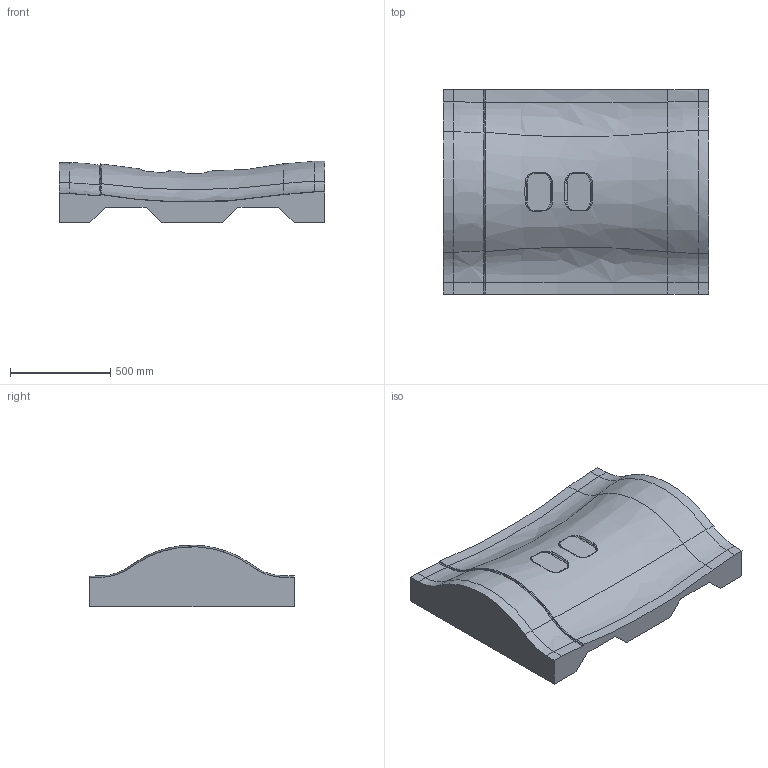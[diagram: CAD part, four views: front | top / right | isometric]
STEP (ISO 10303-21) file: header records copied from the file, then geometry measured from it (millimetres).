
FILE_DESCRIPTION(/* description */ (''),/* implementation_level */ '2;1');
FILE_NAME(/* name */ 'LM-TS-ARM-001-501_001_final.stp',/* time_stamp */ '2020-01-08T15:05:01-06:00',/* author */ (''),/* organization */ (''),/* preprocessor_version */ 'ST-DEVELOPER v16',/* originating_system */ 'SIEMENS PLM Software NX 11.0',/* authorisation */ '');
FILE_SCHEMA (('AUTOMOTIVE_DESIGN { 1 0 10303 214 3 1 1 1 }'));
Length unit declared in the file: inch
Products named in the file (1): LM_TS_ARM_001_501_001_final
Bounding box: 1320.8 x 1016 x 306.05 mm (x, y, z)
Volume: 225321294.2 mm3; surface area: 3614196.8 mm2
Topology: 1 solids, 1 shells, 83 faces, 193 edges, 114 vertices
Faces by surface type: bspline 58, plane 21, cylinder 4
Entity records: 7242 total; most frequent: CARTESIAN_POINT 5804, ORIENTED_EDGE 386, EDGE_CURVE 193, B_SPLINE_CURVE_WITH_KNOTS 139, VERTEX_POINT 114, DIRECTION 108, EDGE_LOOP 85, ADVANCED_FACE 83
